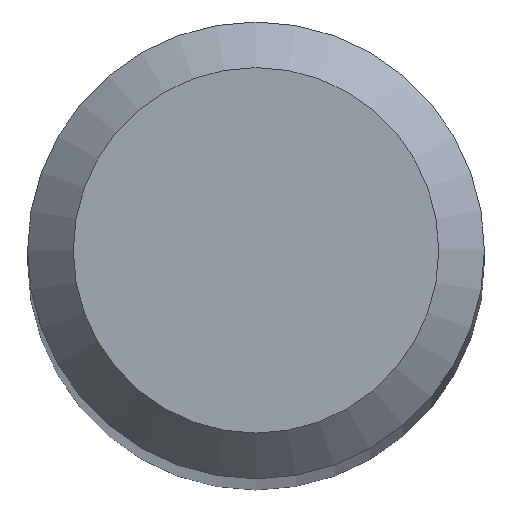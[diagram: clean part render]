
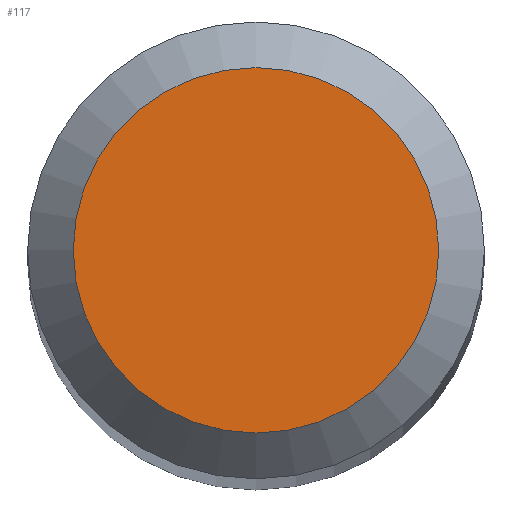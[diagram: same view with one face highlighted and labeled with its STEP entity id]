
A CAD part, top view. The second image highlights one B-rep face of the part: STEP entity #117.
In plain terms, the highlighted planar face has unit normal (0, 0, 1).
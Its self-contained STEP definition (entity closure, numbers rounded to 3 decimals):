
#22 = EDGE_LOOP ( 'NONE', ( #150 ) ) ;
#32 = CARTESIAN_POINT ( 'NONE',  ( 0., 1.2, 46. ) ) ;
#43 = CIRCLE ( 'NONE', #173, 1.2 ) ;
#44 = PLANE ( 'NONE',  #258 ) ;
#61 = DIRECTION ( 'NONE',  ( 0., 0., -1. ) ) ;
#117 = ADVANCED_FACE ( 'NONE', ( #200 ), #44, .F. ) ;
#150 = ORIENTED_EDGE ( 'NONE', *, *, #242, .F. ) ;
#173 = AXIS2_PLACEMENT_3D ( 'NONE', #184, #273, #277 ) ;
#181 = CARTESIAN_POINT ( 'NONE',  ( 0., 0., 46. ) ) ;
#184 = CARTESIAN_POINT ( 'NONE',  ( 0., 0., 46. ) ) ;
#200 = FACE_OUTER_BOUND ( 'NONE', #22, .T. ) ;
#236 = VERTEX_POINT ( 'NONE', #32 ) ;
#242 = EDGE_CURVE ( 'NONE', #236, #236, #43, .T. ) ;
#258 = AXIS2_PLACEMENT_3D ( 'NONE', #181, #61, #267 ) ;
#267 = DIRECTION ( 'NONE',  ( 0., 1., 0. ) ) ;
#273 = DIRECTION ( 'NONE',  ( 0., 0., -1. ) ) ;
#277 = DIRECTION ( 'NONE',  ( 0., 1., 0. ) ) ;
